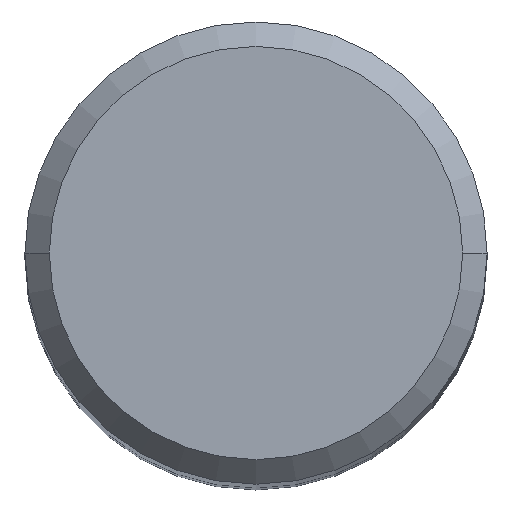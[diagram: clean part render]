
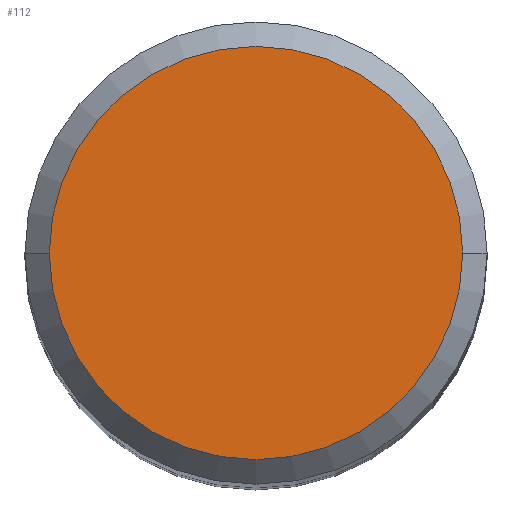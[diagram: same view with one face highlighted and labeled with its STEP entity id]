
A CAD part, top view. The second image highlights one B-rep face of the part: STEP entity #112.
In plain terms, the highlighted planar face has unit normal (0, 0, 1).
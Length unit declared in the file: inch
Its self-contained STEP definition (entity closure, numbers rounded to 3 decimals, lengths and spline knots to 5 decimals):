
#21 = CARTESIAN_POINT ( 'NONE',  ( 0., 0., 0. ) ) ;
#23 = EDGE_CURVE ( 'NONE', #147, #82, #388, .T. ) ;
#28 = CARTESIAN_POINT ( 'NONE',  ( 0.26405, 0., 0. ) ) ;
#60 = CARTESIAN_POINT ( 'NONE',  ( -0.26405, 0., 0. ) ) ;
#79 = CARTESIAN_POINT ( 'NONE',  ( 0., 0., 0. ) ) ;
#82 = VERTEX_POINT ( 'NONE', #60 ) ;
#96 = DIRECTION ( 'NONE',  ( 1., 0., 0. ) ) ;
#99 = AXIS2_PLACEMENT_3D ( 'NONE', #79, #175, #226 ) ;
#103 = PLANE ( 'NONE',  #99 ) ;
#105 = DIRECTION ( 'NONE',  ( 1., 0., 0. ) ) ;
#110 = AXIS2_PLACEMENT_3D ( 'NONE', #21, #170, #105 ) ;
#112 = ADVANCED_FACE ( 'NONE', ( #261 ), #103, .F. ) ;
#147 = VERTEX_POINT ( 'NONE', #28 ) ;
#170 = DIRECTION ( 'NONE',  ( 0., 0., 1. ) ) ;
#175 = DIRECTION ( 'NONE',  ( 0., 0., -1. ) ) ;
#204 = ORIENTED_EDGE ( 'NONE', *, *, #358, .T. ) ;
#211 = AXIS2_PLACEMENT_3D ( 'NONE', #318, #277, #96 ) ;
#226 = DIRECTION ( 'NONE',  ( -1., 0., 0. ) ) ;
#238 = EDGE_LOOP ( 'NONE', ( #204, #366 ) ) ;
#261 = FACE_OUTER_BOUND ( 'NONE', #238, .T. ) ;
#273 = CIRCLE ( 'NONE', #110, 0.26405 ) ;
#277 = DIRECTION ( 'NONE',  ( 0., 0., 1. ) ) ;
#318 = CARTESIAN_POINT ( 'NONE',  ( 0., 0., 0. ) ) ;
#358 = EDGE_CURVE ( 'NONE', #82, #147, #273, .T. ) ;
#366 = ORIENTED_EDGE ( 'NONE', *, *, #23, .T. ) ;
#388 = CIRCLE ( 'NONE', #211, 0.26405 ) ;
